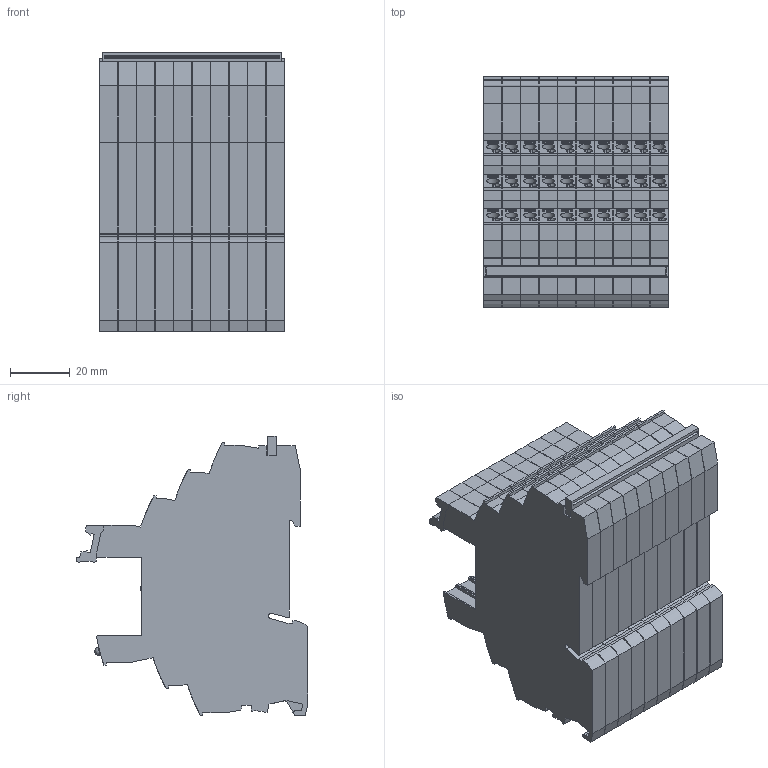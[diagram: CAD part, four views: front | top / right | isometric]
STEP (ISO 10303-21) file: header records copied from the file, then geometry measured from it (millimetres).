
FILE_DESCRIPTION(/* description */ ('Alibre Inc.'),/* implementation_level */ '2;1');
FILE_NAME(/* name */ 'export-F8ACFA94-F51E-4B22-B9B0-9DAFA42287D5',/* time_stamp */ '2024-12-27T14:16:24+01:00',/* author */ (''),/* organization */ (''),/* preprocessor_version */ 'ST-DEVELOPER v17',/* originating_system */ 'Alibre',/* authorisation */ '');
FILE_SCHEMA (('AUTOMOTIVE_DESIGN'));
Length unit declared in the file: millimetre
Products named in the file (5): RIF-0-BPT-6x78-SOC12-select; FBS_10-6-select
Bounding box: 61.9 x 77.7 x 93.71 mm (x, y, z)
Volume: 259752.7 mm3; surface area: 131050 mm2
Topology: 11 solids, 11 shells, 3672 faces, 10314 edges, 6876 vertices
Faces by surface type: plane 2882, cylinder 630, cone 100, bspline 50, sphere 10
Entity records: 19496 total; most frequent: CARTESIAN_POINT 5403, ORIENTED_EDGE 3074, DIRECTION 2255, EDGE_CURVE 1537, VECTOR 1315, LINE 1315, VERTEX_POINT 1026, AXIS2_PLACEMENT_3D 705
